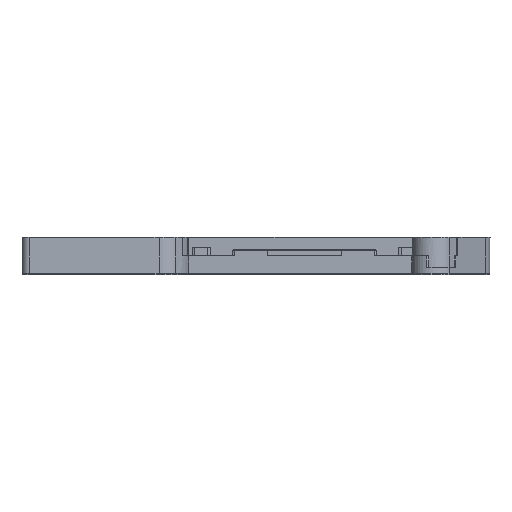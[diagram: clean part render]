
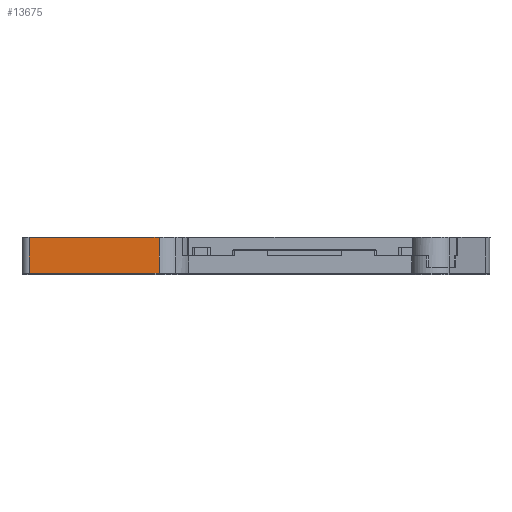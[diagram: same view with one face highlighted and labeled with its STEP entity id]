
A CAD part, front view. The second image highlights one B-rep face of the part: STEP entity #13675.
In plain terms, the highlighted planar face has unit normal (0, -1, 0).
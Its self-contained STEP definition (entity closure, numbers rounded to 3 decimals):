
#156 = ORIENTED_EDGE ( 'NONE', *, *, #15760, .F. ) ;
#1450 = VERTEX_POINT ( 'NONE', #8350 ) ;
#1832 = DIRECTION ( 'NONE',  ( 0., 1., 0. ) ) ;
#2320 = CARTESIAN_POINT ( 'NONE',  ( -91.176, 0.552, 25.372 ) ) ;
#3404 = VECTOR ( 'NONE', #18340, 1000. ) ;
#3528 = VERTEX_POINT ( 'NONE', #6239 ) ;
#3618 = VECTOR ( 'NONE', #6488, 1000. ) ;
#3627 = ORIENTED_EDGE ( 'NONE', *, *, #14363, .F. ) ;
#3690 = CARTESIAN_POINT ( 'NONE',  ( -91.176, 0.552, 25.372 ) ) ;
#3878 = ORIENTED_EDGE ( 'NONE', *, *, #14184, .F. ) ;
#3962 = CARTESIAN_POINT ( 'NONE',  ( -108.234, 0.552, 25.372 ) ) ;
#4235 = VERTEX_POINT ( 'NONE', #17585 ) ;
#4505 = LINE ( 'NONE', #6300, #15213 ) ;
#4533 = AXIS2_PLACEMENT_3D ( 'NONE', #13498, #1832, #13367 ) ;
#4747 = FACE_OUTER_BOUND ( 'NONE', #14726, .T. ) ;
#5400 = CARTESIAN_POINT ( 'NONE',  ( -90.139, 0.552, 25.372 ) ) ;
#6239 = CARTESIAN_POINT ( 'NONE',  ( -90.139, 0.552, 30.372 ) ) ;
#6300 = CARTESIAN_POINT ( 'NONE',  ( 6.703, 0.552, 30.372 ) ) ;
#6488 = DIRECTION ( 'NONE',  ( 1., 0., 0. ) ) ;
#7032 = CARTESIAN_POINT ( 'NONE',  ( -90.139, 0.552, 30.422 ) ) ;
#7416 = LINE ( 'NONE', #5400, #17770 ) ;
#7581 = LINE ( 'NONE', #7032, #3404 ) ;
#7631 = CARTESIAN_POINT ( 'NONE',  ( -108.234, 0.552, -16.945 ) ) ;
#8232 = DIRECTION ( 'NONE',  ( -1., 0., 0. ) ) ;
#8350 = CARTESIAN_POINT ( 'NONE',  ( -92.176, 0.552, 30.372 ) ) ;
#9327 = LINE ( 'NONE', #2320, #10467 ) ;
#9534 = CARTESIAN_POINT ( 'NONE',  ( -108.234, 0.552, 30.372 ) ) ;
#10242 = EDGE_CURVE ( 'NONE', #13465, #4235, #18486, .T. ) ;
#10467 = VECTOR ( 'NONE', #13617, 1000. ) ;
#10909 = ORIENTED_EDGE ( 'NONE', *, *, #14474, .F. ) ;
#11739 = CARTESIAN_POINT ( 'NONE',  ( -90.139, 0.552, 25.372 ) ) ;
#11773 = DIRECTION ( 'NONE',  ( 0., 0., 1. ) ) ;
#12041 = PLANE ( 'NONE',  #4533 ) ;
#12650 = VERTEX_POINT ( 'NONE', #11739 ) ;
#12881 = EDGE_CURVE ( 'NONE', #12650, #14247, #7416, .T. ) ;
#13367 = DIRECTION ( 'NONE',  ( -1., 0., 0. ) ) ;
#13465 = VERTEX_POINT ( 'NONE', #3962 ) ;
#13498 = CARTESIAN_POINT ( 'NONE',  ( -95.291, 0.552, 30.422 ) ) ;
#13617 = DIRECTION ( 'NONE',  ( -1., 0., 0. ) ) ;
#13675 = ADVANCED_FACE ( 'NONE', ( #4747 ), #12041, .F. ) ;
#13999 = VECTOR ( 'NONE', #11773, 1000. ) ;
#14184 = EDGE_CURVE ( 'NONE', #1450, #3528, #4505, .T. ) ;
#14247 = VERTEX_POINT ( 'NONE', #3690 ) ;
#14363 = EDGE_CURVE ( 'NONE', #4235, #1450, #14978, .T. ) ;
#14474 = EDGE_CURVE ( 'NONE', #3528, #12650, #7581, .T. ) ;
#14726 = EDGE_LOOP ( 'NONE', ( #18513, #10909, #3878, #3627, #17129, #156 ) ) ;
#14978 = LINE ( 'NONE', #9534, #3618 ) ;
#15213 = VECTOR ( 'NONE', #16181, 1000. ) ;
#15760 = EDGE_CURVE ( 'NONE', #14247, #13465, #9327, .T. ) ;
#16181 = DIRECTION ( 'NONE',  ( 1., 0., 0. ) ) ;
#17129 = ORIENTED_EDGE ( 'NONE', *, *, #10242, .F. ) ;
#17585 = CARTESIAN_POINT ( 'NONE',  ( -108.234, 0.552, 30.372 ) ) ;
#17770 = VECTOR ( 'NONE', #8232, 1000. ) ;
#18340 = DIRECTION ( 'NONE',  ( 0., 0., -1. ) ) ;
#18486 = LINE ( 'NONE', #7631, #13999 ) ;
#18513 = ORIENTED_EDGE ( 'NONE', *, *, #12881, .F. ) ;
